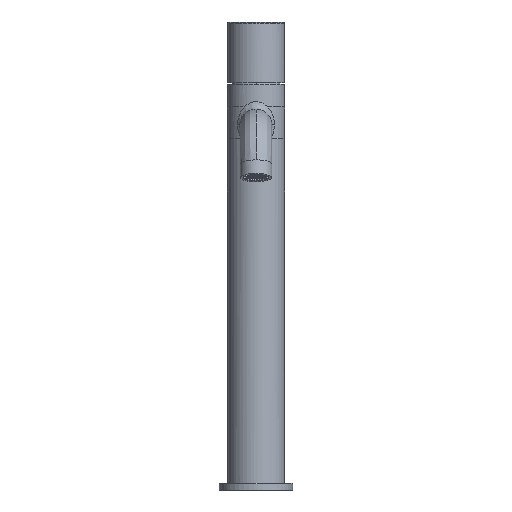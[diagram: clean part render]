
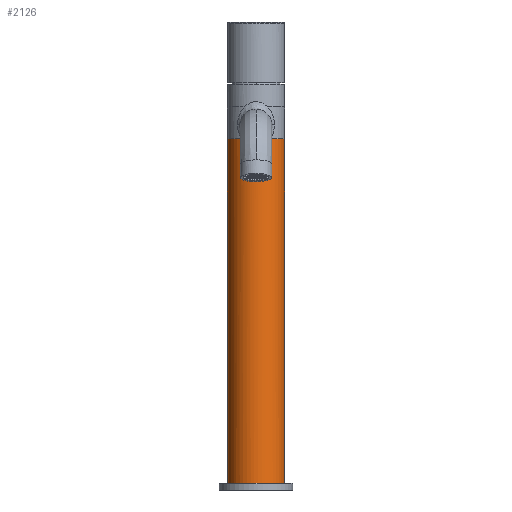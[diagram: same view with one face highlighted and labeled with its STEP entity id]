
A CAD part, front view. The second image highlights one B-rep face of the part: STEP entity #2126.
In plain terms, the highlighted cylindrical face has radius 19 mm (diameter 38 mm), a partial arc.
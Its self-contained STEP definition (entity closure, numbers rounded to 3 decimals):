
#2126=ADVANCED_FACE('',(#5243),#39059,.T.);
#5243=FACE_OUTER_BOUND('',#8338,.T.);
#8338=EDGE_LOOP('',(#20000,#20001,#20002,#20003,#20004,#20005));
#20000=ORIENTED_EDGE('',*,*,#26955,.T.);
#20001=ORIENTED_EDGE('',*,*,#27496,.T.);
#20002=ORIENTED_EDGE('',*,*,#26956,.T.);
#20003=ORIENTED_EDGE('',*,*,#26957,.T.);
#20004=ORIENTED_EDGE('',*,*,#27268,.T.);
#20005=ORIENTED_EDGE('',*,*,#26954,.T.);
#26954=EDGE_CURVE('',#37645,#37643,#33645,.T.);
#26955=EDGE_CURVE('',#37643,#37644,#32705,.T.);
#26956=EDGE_CURVE('',#37648,#37647,#32706,.T.);
#26957=EDGE_CURVE('',#37647,#37646,#33646,.T.);
#27268=EDGE_CURVE('',#37646,#37645,#32852,.T.);
#27496=EDGE_CURVE('',#37644,#37648,#33855,.T.);
#32705=B_SPLINE_CURVE_WITH_KNOTS('',1,(#83812,#83813),.UNSPECIFIED.,.F.,
 .F.,(2,2),(0.,229.2),.UNSPECIFIED.);
#32706=B_SPLINE_CURVE_WITH_KNOTS('',1,(#83814,#83815),.UNSPECIFIED.,.F.,
 .F.,(2,2),(0.,229.2),.UNSPECIFIED.);
#32852=B_SPLINE_CURVE_WITH_KNOTS('',3,(#85261,#85262,#85263,#85264,#85265,
#85266,#85267,#85268,#85269,#85270,#85271,#85272,#85273,#85274,#85275),
 .UNSPECIFIED.,.F.,.F.,(4,1,1,1,1,1,1,1,1,1,1,1,4),(0.,1.02,
3.737,6.503,9.415,10.985,12.571,
14.12,15.655,18.638,21.459,24.121,
25.141),.UNSPECIFIED.);
#33645=(
BOUNDED_CURVE()
B_SPLINE_CURVE(2,(#83809,#83810,#83811),.UNSPECIFIED.,.F.,.F.)
B_SPLINE_CURVE_WITH_KNOTS((3,3),(0.,19.529),.UNSPECIFIED.)
CURVE()
GEOMETRIC_REPRESENTATION_ITEM()
RATIONAL_B_SPLINE_CURVE((1.,0.871,1.))
REPRESENTATION_ITEM('')
);
#33646=(
BOUNDED_CURVE()
B_SPLINE_CURVE(2,(#83816,#83817,#83818),.UNSPECIFIED.,.F.,.F.)
B_SPLINE_CURVE_WITH_KNOTS((3,3),(0.,19.529),.UNSPECIFIED.)
CURVE()
GEOMETRIC_REPRESENTATION_ITEM()
RATIONAL_B_SPLINE_CURVE((1.,0.871,1.))
REPRESENTATION_ITEM('')
);
#33855=(
BOUNDED_CURVE()
B_SPLINE_CURVE(2,(#86137,#86138,#86139,#86140,#86141),.UNSPECIFIED.,.F.,
 .F.)
B_SPLINE_CURVE_WITH_KNOTS((3,2,3),(0.,29.845,59.69),
 .UNSPECIFIED.)
CURVE()
GEOMETRIC_REPRESENTATION_ITEM()
RATIONAL_B_SPLINE_CURVE((1.,0.707,1.,0.707,1.))
REPRESENTATION_ITEM('')
);
#37643=VERTEX_POINT('',#83405);
#37644=VERTEX_POINT('',#83406);
#37645=VERTEX_POINT('',#83407);
#37646=VERTEX_POINT('',#83408);
#37647=VERTEX_POINT('',#83409);
#37648=VERTEX_POINT('',#83410);
#39059=CYLINDRICAL_SURFACE('',#42383,19.);
#42383=AXIS2_PLACEMENT_3D('',#78495,#44466,$);
#44466=DIRECTION('',(0.,0.,-1.));
#78495=CARTESIAN_POINT('',(0.,0.,40.1));
#83405=CARTESIAN_POINT('',(0.,-19.,154.7));
#83406=CARTESIAN_POINT('',(0.,-19.,-74.5));
#83407=CARTESIAN_POINT('',(16.268,-9.817,154.7));
#83408=CARTESIAN_POINT('',(16.268,9.817,154.7));
#83409=CARTESIAN_POINT('',(0.,19.,154.7));
#83410=CARTESIAN_POINT('',(0.,19.,-74.5));
#83809=CARTESIAN_POINT('',(16.268,-9.817,154.7));
#83810=CARTESIAN_POINT('',(10.726,-19.,154.7));
#83811=CARTESIAN_POINT('',(0.,-19.,154.7));
#83812=CARTESIAN_POINT('',(0.,-19.,154.7));
#83813=CARTESIAN_POINT('',(0.,-19.,-74.5));
#83814=CARTESIAN_POINT('',(0.,19.,-74.5));
#83815=CARTESIAN_POINT('',(0.,19.,154.7));
#83816=CARTESIAN_POINT('',(0.,19.,154.7));
#83817=CARTESIAN_POINT('',(10.726,19.,154.7));
#83818=CARTESIAN_POINT('',(16.268,9.817,154.7));
#85261=CARTESIAN_POINT('',(16.268,9.817,154.7));
#85262=CARTESIAN_POINT('',(16.376,9.637,154.398));
#85263=CARTESIAN_POINT('',(16.777,8.948,153.321));
#85264=CARTESIAN_POINT('',(17.475,7.556,151.659));
#85265=CARTESIAN_POINT('',(18.262,5.427,149.972));
#85266=CARTESIAN_POINT('',(18.744,3.335,149.004));
#85267=CARTESIAN_POINT('',(18.961,1.48,148.576));
#85268=CARTESIAN_POINT('',(19.019,0.011,148.463));
#85269=CARTESIAN_POINT('',(18.963,-1.446,148.572));
#85270=CARTESIAN_POINT('',(18.75,-3.304,148.991));
#85271=CARTESIAN_POINT('',(18.265,-5.425,149.965));
#85272=CARTESIAN_POINT('',(17.469,-7.569,151.672));
#85273=CARTESIAN_POINT('',(16.771,-8.958,153.337));
#85274=CARTESIAN_POINT('',(16.376,-9.637,154.398));
#85275=CARTESIAN_POINT('',(16.268,-9.817,154.7));
#86137=CARTESIAN_POINT('',(0.,-19.,-74.5));
#86138=CARTESIAN_POINT('',(19.,-19.,-74.5));
#86139=CARTESIAN_POINT('',(19.,0.,-74.5));
#86140=CARTESIAN_POINT('',(19.,19.,-74.5));
#86141=CARTESIAN_POINT('',(0.,19.,-74.5));
